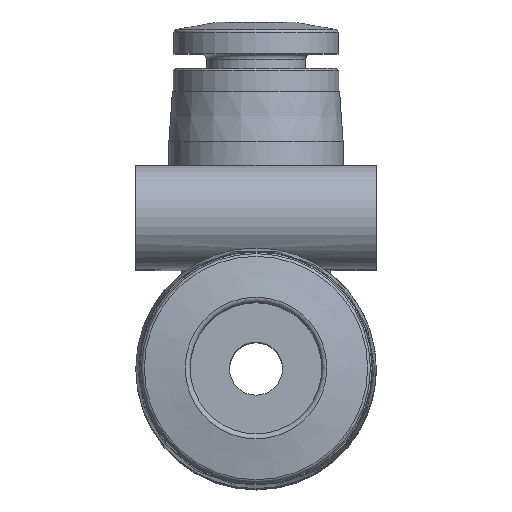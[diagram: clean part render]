
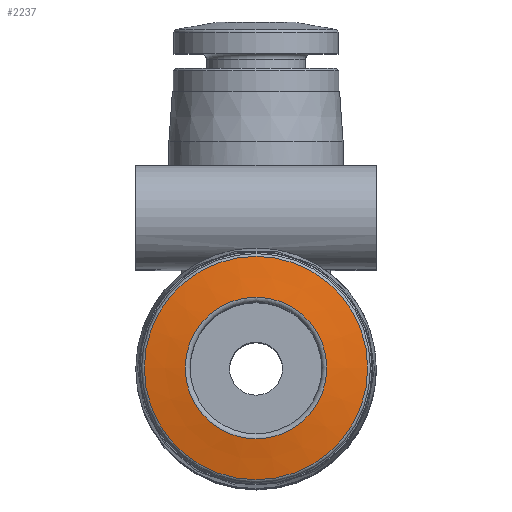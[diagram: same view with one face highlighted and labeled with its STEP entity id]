
A CAD part, top view. The second image highlights one B-rep face of the part: STEP entity #2237.
In plain terms, the highlighted conical face has half-angle 80 degrees and reference radius 4.269 mm.
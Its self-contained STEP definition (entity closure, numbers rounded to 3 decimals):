
#173=CONICAL_SURFACE('',#2377,4.269,1.396);
#332=ORIENTED_EDGE('',*,*,#666,.F.);
#333=ORIENTED_EDGE('',*,*,#667,.T.);
#666=EDGE_CURVE('',#831,#831,#922,.T.);
#667=EDGE_CURVE('',#832,#832,#923,.T.);
#831=VERTEX_POINT('',#3450);
#832=VERTEX_POINT('',#3452);
#922=CIRCLE('',#2378,6.735);
#923=CIRCLE('',#2379,4.269);
#1035=EDGE_LOOP('',(#332));
#1036=EDGE_LOOP('',(#333));
#1231=FACE_BOUND('',#1035,.T.);
#1232=FACE_BOUND('',#1036,.T.);
#2237=ADVANCED_FACE('',(#1231,#1232),#173,.T.);
#2377=AXIS2_PLACEMENT_3D('',#3448,#2675,#2676);
#2378=AXIS2_PLACEMENT_3D('',#3449,#2677,#2678);
#2379=AXIS2_PLACEMENT_3D('',#3451,#2679,#2680);
#2675=DIRECTION('',(0.,0.,-1.));
#2676=DIRECTION('',(-1.,0.,0.));
#2677=DIRECTION('',(0.,0.,-1.));
#2678=DIRECTION('',(-1.,0.,0.));
#2679=DIRECTION('',(0.,0.,-1.));
#2680=DIRECTION('',(-1.,0.,0.));
#3448=CARTESIAN_POINT('',(0.,0.,33.2));
#3449=CARTESIAN_POINT('',(0.,0.,32.765));
#3450=CARTESIAN_POINT('',(-6.735,0.,32.765));
#3451=CARTESIAN_POINT('',(0.,0.,33.2));
#3452=CARTESIAN_POINT('',(-4.269,0.,33.2));
